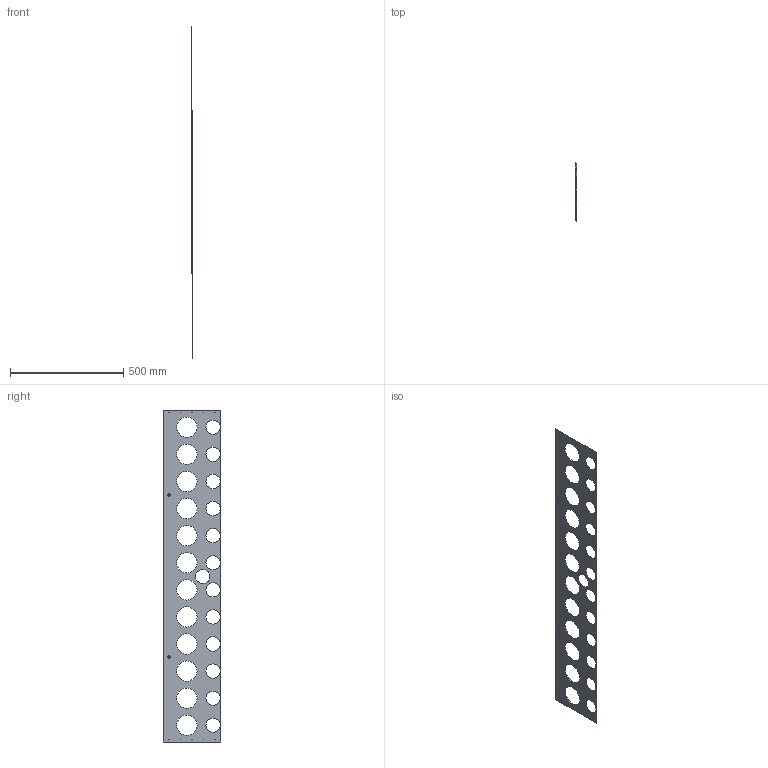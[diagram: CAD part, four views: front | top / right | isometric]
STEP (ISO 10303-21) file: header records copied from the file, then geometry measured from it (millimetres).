
FILE_DESCRIPTION(/* description */ (''),/* implementation_level */ '2;1');
FILE_NAME(/* name */ 'ringInnerFlat.stp',/* time_stamp */ '2015-01-30T11:44:39-08:00',/* author */ ('Dave'),/* organization */ (''),/* preprocessor_version */ 'ST-DEVELOPER v15.2',/* originating_system */ 'Autodesk Inventor 2014',/* authorisation */ '');
FILE_SCHEMA (('AUTOMOTIVE_DESIGN { 1 0 10303 214 3 1 1 }'));
Length unit declared in the file: inch
Products named in the file (1): ringInnerFlat
Bounding box: 4.64 x 254 x 1466.78 mm (x, y, z)
Volume: 389432.5 mm3; surface area: 525546.9 mm2
Topology: 1 solids, 1 shells, 43 faces, 160 edges, 119 vertices
Faces by surface type: cylinder 37, plane 6
Full cylindrical faces by diameter (mm): 1 x10, 10 x2, 63 x13, 90 x12
Entity records: 1441 total; most frequent: DIRECTION 246, CARTESIAN_POINT 218, ORIENTED_EDGE 172, EDGE_LOOP 154, AXIS2_PLACEMENT_3D 118, FACE_BOUND 113, EDGE_CURVE 86, VERTEX_POINT 82
